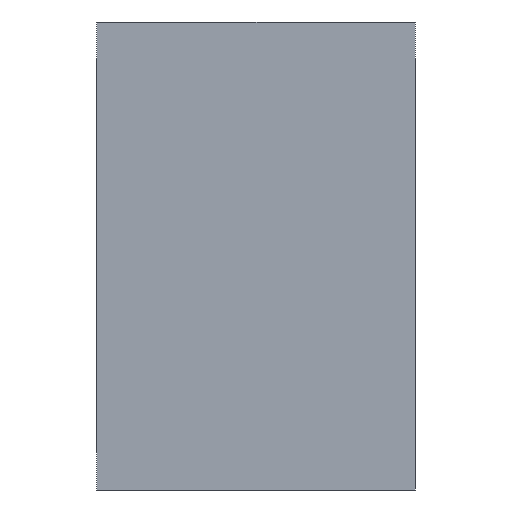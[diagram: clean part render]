
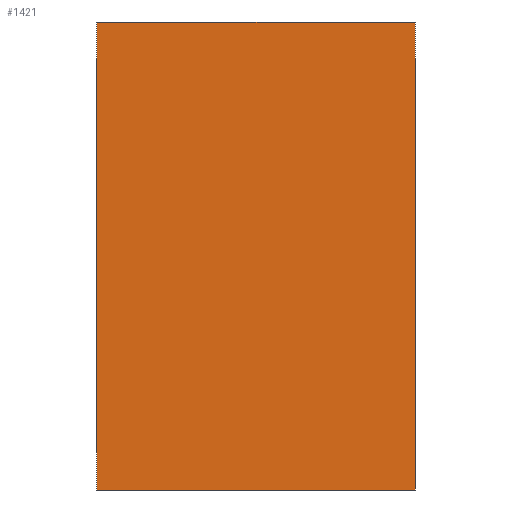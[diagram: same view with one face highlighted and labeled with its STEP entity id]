
A CAD part, left-side view. The second image highlights one B-rep face of the part: STEP entity #1421.
In plain terms, the highlighted planar face has unit normal (-1, 0, 0).
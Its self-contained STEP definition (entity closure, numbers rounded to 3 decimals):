
#34 = ORIENTED_EDGE ( 'NONE', *, *, #1632, .F. ) ;
#136 = EDGE_CURVE ( 'NONE', #1102, #1688, #1938, .T. ) ;
#203 = DIRECTION ( 'NONE',  ( 0., 0., -1. ) ) ;
#442 = DIRECTION ( 'NONE',  ( 0., 0., 1. ) ) ;
#455 = CARTESIAN_POINT ( 'NONE',  ( 0., 170., -250. ) ) ;
#490 = LINE ( 'NONE', #1903, #1933 ) ;
#637 = AXIS2_PLACEMENT_3D ( 'NONE', #1200, #2528, #203 ) ;
#723 = PLANE ( 'NONE',  #637 ) ;
#729 = CARTESIAN_POINT ( 'NONE',  ( 0., 170., 0. ) ) ;
#827 = ORIENTED_EDGE ( 'NONE', *, *, #2399, .T. ) ;
#901 = VECTOR ( 'NONE', #985, 1000. ) ;
#933 = LINE ( 'NONE', #729, #2220 ) ;
#985 = DIRECTION ( 'NONE',  ( 0., 0., 1. ) ) ;
#1018 = DIRECTION ( 'NONE',  ( 0., -1., 0. ) ) ;
#1027 = LINE ( 'NONE', #455, #1464 ) ;
#1075 = CARTESIAN_POINT ( 'NONE',  ( 0., 0., 0. ) ) ;
#1102 = VERTEX_POINT ( 'NONE', #1954 ) ;
#1200 = CARTESIAN_POINT ( 'NONE',  ( 0., 170., 0. ) ) ;
#1380 = CARTESIAN_POINT ( 'NONE',  ( 0., 170., 0. ) ) ;
#1421 = ADVANCED_FACE ( 'NONE', ( #1696 ), #723, .F. ) ;
#1464 = VECTOR ( 'NONE', #1792, 1000. ) ;
#1629 = EDGE_CURVE ( 'NONE', #2412, #1688, #490, .T. ) ;
#1632 = EDGE_CURVE ( 'NONE', #1915, #2412, #933, .T. ) ;
#1688 = VERTEX_POINT ( 'NONE', #2009 ) ;
#1696 = FACE_OUTER_BOUND ( 'NONE', #1734, .T. ) ;
#1734 = EDGE_LOOP ( 'NONE', ( #2400, #1824, #34, #827 ) ) ;
#1792 = DIRECTION ( 'NONE',  ( 0., -1., 0. ) ) ;
#1824 = ORIENTED_EDGE ( 'NONE', *, *, #1629, .F. ) ;
#1903 = CARTESIAN_POINT ( 'NONE',  ( 0., 170., 0. ) ) ;
#1915 = VERTEX_POINT ( 'NONE', #2130 ) ;
#1933 = VECTOR ( 'NONE', #1018, 1000. ) ;
#1938 = LINE ( 'NONE', #1075, #901 ) ;
#1954 = CARTESIAN_POINT ( 'NONE',  ( 0., 0., -250. ) ) ;
#2009 = CARTESIAN_POINT ( 'NONE',  ( 0., 0., 0. ) ) ;
#2130 = CARTESIAN_POINT ( 'NONE',  ( 0., 170., -250. ) ) ;
#2220 = VECTOR ( 'NONE', #442, 1000. ) ;
#2399 = EDGE_CURVE ( 'NONE', #1915, #1102, #1027, .T. ) ;
#2400 = ORIENTED_EDGE ( 'NONE', *, *, #136, .T. ) ;
#2412 = VERTEX_POINT ( 'NONE', #1380 ) ;
#2528 = DIRECTION ( 'NONE',  ( 1., 0., 0. ) ) ;
